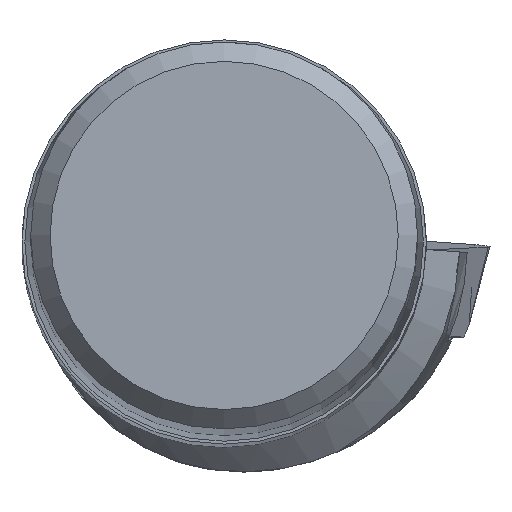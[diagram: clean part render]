
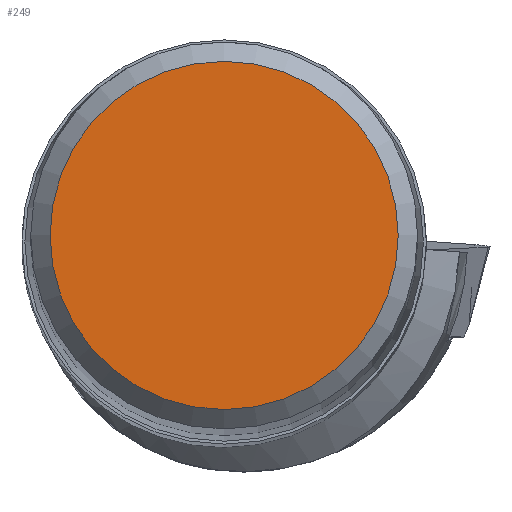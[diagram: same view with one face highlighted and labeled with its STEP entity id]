
A CAD part, top view. The second image highlights one B-rep face of the part: STEP entity #249.
In plain terms, the highlighted planar face has unit normal (0, 0, 1).
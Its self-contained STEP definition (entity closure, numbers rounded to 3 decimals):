
#112=PLANE('',#764);
#211=CIRCLE('',#763,4.5);
#249=ADVANCED_FACE('',(#322),#112,.T.);
#322=FACE_OUTER_BOUND('',#352,.T.);
#352=EDGE_LOOP('',(#465));
#465=ORIENTED_EDGE('',*,*,#625,.F.);
#559=VERTEX_POINT('',#1144);
#625=EDGE_CURVE('',#559,#559,#211,.T.);
#763=AXIS2_PLACEMENT_3D('',#1143,#896,#897);
#764=AXIS2_PLACEMENT_3D('',#1145,#898,#899);
#896=DIRECTION('',(0.,0.,-1.));
#897=DIRECTION('',(0.,-1.,0.));
#898=DIRECTION('',(0.,0.,1.));
#899=DIRECTION('',(0.,1.,0.));
#1143=CARTESIAN_POINT('',(0.,0.,0.));
#1144=CARTESIAN_POINT('',(0.,-4.5,0.));
#1145=CARTESIAN_POINT('',(-4.5,0.,0.));
